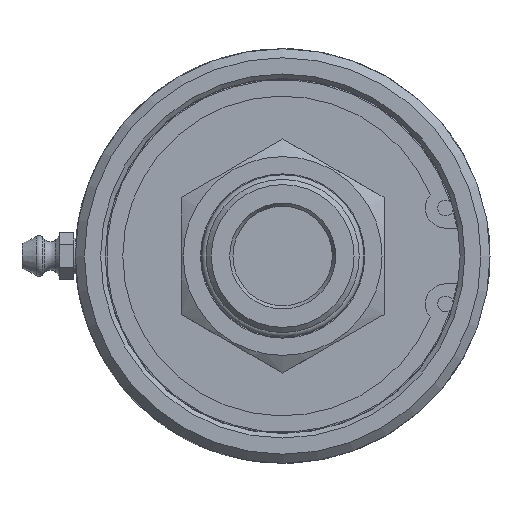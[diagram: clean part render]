
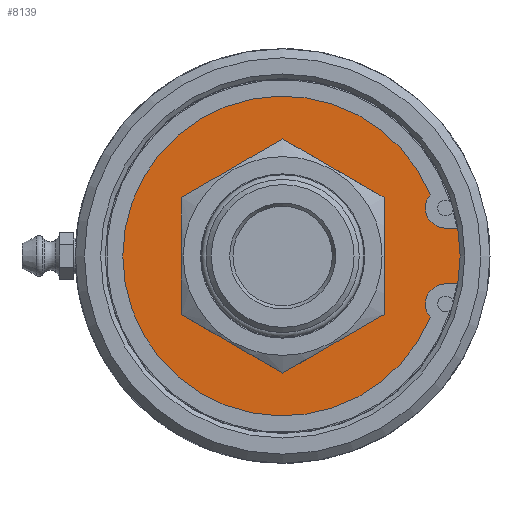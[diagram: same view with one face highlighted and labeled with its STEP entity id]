
A CAD part, left-side view. The second image highlights one B-rep face of the part: STEP entity #8139.
In plain terms, the highlighted planar face has unit normal (-1, 0, 0).
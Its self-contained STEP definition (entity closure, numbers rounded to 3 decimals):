
#100=FACE_BOUND('',#2888,.T.);
#219=PLANE('',#8707);
#835=LINE('',#55164,#1279);
#840=LINE('',#55176,#1284);
#1279=VECTOR('',#10119,10.);
#1284=VECTOR('',#10128,10.);
#2392=FACE_OUTER_BOUND('',#2887,.T.);
#2887=EDGE_LOOP('',(#7287,#7288,#7289,#7290,#7291,#7292));
#2888=EDGE_LOOP('',(#7293,#7294));
#3200=CIRCLE('',#8687,3.556);
#3202=CIRCLE('',#8690,28.142);
#3204=CIRCLE('',#8693,3.556);
#3211=CIRCLE('',#8705,33.45);
#3212=CIRCLE('',#8708,17.5);
#3213=CIRCLE('',#8709,17.5);
#3962=VERTEX_POINT('',#55161);
#3963=VERTEX_POINT('',#55163);
#3967=VERTEX_POINT('',#55173);
#3968=VERTEX_POINT('',#55175);
#3969=VERTEX_POINT('',#55179);
#3971=VERTEX_POINT('',#55185);
#3974=VERTEX_POINT('',#55207);
#3975=VERTEX_POINT('',#55208);
#5091=EDGE_CURVE('',#3963,#3962,#835,.T.);
#5097=EDGE_CURVE('',#3968,#3967,#840,.T.);
#5099=EDGE_CURVE('',#3967,#3969,#3200,.T.);
#5102=EDGE_CURVE('',#3969,#3971,#3202,.T.);
#5105=EDGE_CURVE('',#3971,#3963,#3204,.T.);
#5112=EDGE_CURVE('',#3962,#3968,#3211,.T.);
#5113=EDGE_CURVE('',#3974,#3975,#3212,.T.);
#5114=EDGE_CURVE('',#3975,#3974,#3213,.T.);
#7287=ORIENTED_EDGE('',*,*,#5097,.T.);
#7288=ORIENTED_EDGE('',*,*,#5099,.T.);
#7289=ORIENTED_EDGE('',*,*,#5102,.T.);
#7290=ORIENTED_EDGE('',*,*,#5105,.T.);
#7291=ORIENTED_EDGE('',*,*,#5091,.T.);
#7292=ORIENTED_EDGE('',*,*,#5112,.T.);
#7293=ORIENTED_EDGE('',*,*,#5113,.T.);
#7294=ORIENTED_EDGE('',*,*,#5114,.T.);
#8139=ADVANCED_FACE('',(#2392,#100),#219,.F.);
#8687=AXIS2_PLACEMENT_3D('',#55180,#10132,#10133);
#8690=AXIS2_PLACEMENT_3D('',#55186,#10139,#10140);
#8693=AXIS2_PLACEMENT_3D('',#55191,#10146,#10147);
#8705=AXIS2_PLACEMENT_3D('',#55204,#10170,#10171);
#8707=AXIS2_PLACEMENT_3D('',#55206,#10174,#10175);
#8708=AXIS2_PLACEMENT_3D('',#55209,#10176,#10177);
#8709=AXIS2_PLACEMENT_3D('',#55210,#10178,#10179);
#10119=DIRECTION('',(0.,-1.,0.));
#10128=DIRECTION('',(0.,1.,0.));
#10132=DIRECTION('center_axis',(1.,0.,0.));
#10133=DIRECTION('ref_axis',(0.,0.754,0.657));
#10139=DIRECTION('center_axis',(-1.,0.,0.));
#10140=DIRECTION('ref_axis',(0.,0.924,-0.384));
#10146=DIRECTION('center_axis',(1.,0.,0.));
#10147=DIRECTION('ref_axis',(0.,0.,1.));
#10170=DIRECTION('center_axis',(-1.,0.,0.));
#10171=DIRECTION('ref_axis',(0.,1.,0.));
#10174=DIRECTION('center_axis',(1.,0.,0.));
#10175=DIRECTION('ref_axis',(0.,0.,-1.));
#10176=DIRECTION('center_axis',(1.,0.,0.));
#10177=DIRECTION('ref_axis',(0.,1.,0.));
#10178=DIRECTION('center_axis',(1.,0.,0.));
#10179=DIRECTION('ref_axis',(0.,1.,0.));
#55161=CARTESIAN_POINT('',(4.775,-33.089,-4.902));
#55163=CARTESIAN_POINT('',(4.775,-28.672,-4.902));
#55164=CARTESIAN_POINT('',(4.775,-4.407,-4.902));
#55173=CARTESIAN_POINT('',(4.775,-28.672,4.902));
#55175=CARTESIAN_POINT('',(4.775,-33.089,4.902));
#55176=CARTESIAN_POINT('',(4.775,-2.199,4.902));
#55179=CARTESIAN_POINT('',(4.775,-25.99,10.793));
#55180=CARTESIAN_POINT('Origin',(4.775,-28.672,8.458));
#55185=CARTESIAN_POINT('',(4.775,-25.99,-10.793));
#55186=CARTESIAN_POINT('Origin',(4.775,0.,0.));
#55191=CARTESIAN_POINT('Origin',(4.775,-28.672,-8.458));
#55204=CARTESIAN_POINT('Origin',(4.775,0.,0.));
#55206=CARTESIAN_POINT('Origin',(4.775,24.275,0.));
#55207=CARTESIAN_POINT('',(4.775,17.5,0.));
#55208=CARTESIAN_POINT('',(4.775,-17.5,0.));
#55209=CARTESIAN_POINT('Origin',(4.775,0.,0.));
#55210=CARTESIAN_POINT('Origin',(4.775,0.,0.));
